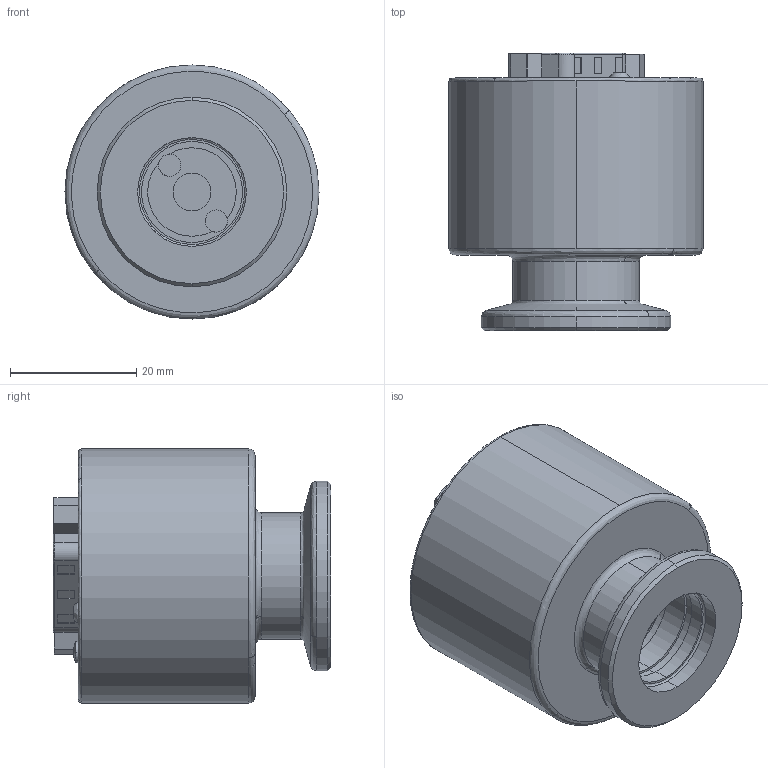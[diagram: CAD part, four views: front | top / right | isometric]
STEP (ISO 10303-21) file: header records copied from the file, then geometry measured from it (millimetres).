
FILE_DESCRIPTION (( 'STEP AP214' ), '1' );
FILE_NAME ('BVT_DB9_KF16.STEP', '2023-07-19T19:43:47', ( '' ), ( '' ), 'SwSTEP 2.0', 'SolidWorks 2020', '' );
FILE_SCHEMA (( 'AUTOMOTIVE_DESIGN' ));
Length unit declared in the file: inch
Products named in the file (1): BVT_DB9_KF16
Bounding box: 40.2 x 43.95 x 40.2 mm (x, y, z)
Volume: 37484.1 mm3; surface area: 9767 mm2
Topology: 20 solids, 20 shells, 354 faces, 817 edges, 535 vertices
Faces by surface type: plane 145, cylinder 138, bspline 29, cone 24, torus 18
Entity records: 11210 total; most frequent: CARTESIAN_POINT 2812, DIRECTION 1752, ORIENTED_EDGE 1626, EDGE_CURVE 813, AXIS2_PLACEMENT_3D 703, VERTEX_POINT 535, EDGE_LOOP 406, CIRCLE 377
